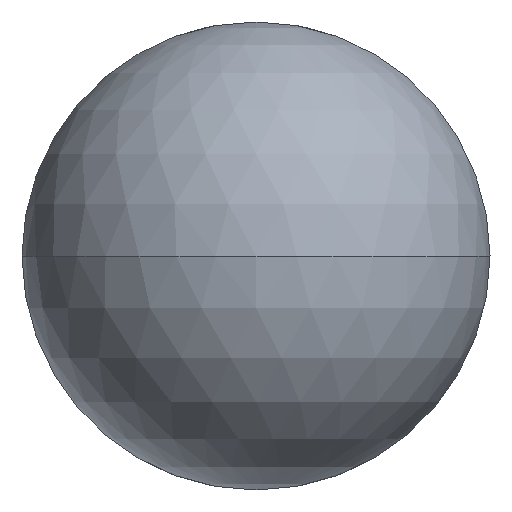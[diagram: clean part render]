
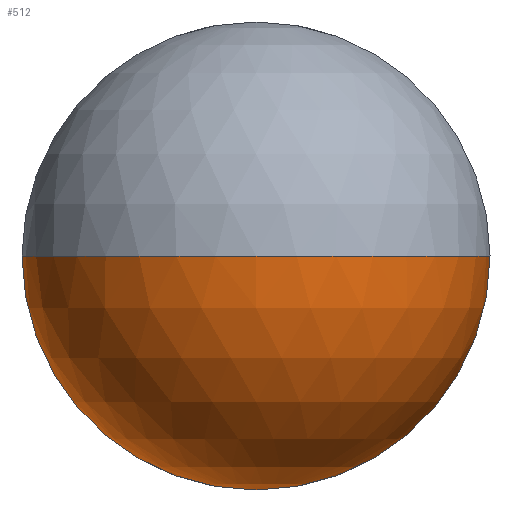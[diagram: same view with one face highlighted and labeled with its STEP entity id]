
A CAD part, front view. The second image highlights one B-rep face of the part: STEP entity #512.
In plain terms, the highlighted spherical face has radius 4.763 mm.
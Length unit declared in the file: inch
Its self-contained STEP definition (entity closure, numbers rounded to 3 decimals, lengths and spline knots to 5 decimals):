
#7 = CIRCLE ( 'NONE', #93, 0.1875 ) ;
#11 = DIRECTION ( 'NONE',  ( -1., 0., 0. ) ) ;
#16 = CARTESIAN_POINT ( 'NONE',  ( 0., 0.1875, -0.1875 ) ) ;
#19 = DIRECTION ( 'NONE',  ( 0., -1., 0. ) ) ;
#47 = DIRECTION ( 'NONE',  ( -1., 0., 0. ) ) ;
#65 = CARTESIAN_POINT ( 'NONE',  ( 0., 0.1875, 0. ) ) ;
#70 = DIRECTION ( 'NONE',  ( 1., 0., 0. ) ) ;
#92 = SPHERICAL_SURFACE ( 'NONE', #183, 0.1875 ) ;
#93 = AXIS2_PLACEMENT_3D ( 'NONE', #65, #19, #388 ) ;
#98 = CIRCLE ( 'NONE', #143, 0.1875 ) ;
#103 = CARTESIAN_POINT ( 'NONE',  ( 0., 0.1875, 0. ) ) ;
#110 = CARTESIAN_POINT ( 'NONE',  ( 0., 0.1875, 0. ) ) ;
#130 = EDGE_LOOP ( 'NONE', ( #247, #216, #281, #135 ) ) ;
#133 = CARTESIAN_POINT ( 'NONE',  ( 0., 0.1875, 0. ) ) ;
#135 = ORIENTED_EDGE ( 'NONE', *, *, #405, .F. ) ;
#138 = CARTESIAN_POINT ( 'NONE',  ( 0., 0.1875, 0. ) ) ;
#143 = AXIS2_PLACEMENT_3D ( 'NONE', #103, #264, #225 ) ;
#172 = AXIS2_PLACEMENT_3D ( 'NONE', #110, #429, #70 ) ;
#183 = AXIS2_PLACEMENT_3D ( 'NONE', #133, #291, #47 ) ;
#211 = CIRCLE ( 'NONE', #172, 0.1875 ) ;
#212 = EDGE_CURVE ( 'NONE', #332, #238, #98, .T. ) ;
#216 = ORIENTED_EDGE ( 'NONE', *, *, #212, .T. ) ;
#225 = DIRECTION ( 'NONE',  ( 0., 0., -1. ) ) ;
#238 = VERTEX_POINT ( 'NONE', #360 ) ;
#239 = CARTESIAN_POINT ( 'NONE',  ( -0.1875, 0.1875, 0. ) ) ;
#247 = ORIENTED_EDGE ( 'NONE', *, *, #451, .T. ) ;
#255 = FACE_OUTER_BOUND ( 'NONE', #130, .T. ) ;
#264 = DIRECTION ( 'NONE',  ( 0., -1., 0. ) ) ;
#265 = CIRCLE ( 'NONE', #283, 0.1875 ) ;
#281 = ORIENTED_EDGE ( 'NONE', *, *, #462, .T. ) ;
#283 = AXIS2_PLACEMENT_3D ( 'NONE', #138, #299, #11 ) ;
#291 = DIRECTION ( 'NONE',  ( 0., 0., -1. ) ) ;
#299 = DIRECTION ( 'NONE',  ( 0., 0., -1. ) ) ;
#332 = VERTEX_POINT ( 'NONE', #16 ) ;
#360 = CARTESIAN_POINT ( 'NONE',  ( 0.1875, 0.1875, 0. ) ) ;
#361 = VERTEX_POINT ( 'NONE', #239 ) ;
#388 = DIRECTION ( 'NONE',  ( 0., 0., -1. ) ) ;
#399 = VERTEX_POINT ( 'NONE', #465 ) ;
#405 = EDGE_CURVE ( 'NONE', #361, #399, #211, .T. ) ;
#429 = DIRECTION ( 'NONE',  ( 0., 0., 1. ) ) ;
#451 = EDGE_CURVE ( 'NONE', #361, #332, #7, .T. ) ;
#462 = EDGE_CURVE ( 'NONE', #238, #399, #265, .T. ) ;
#465 = CARTESIAN_POINT ( 'NONE',  ( 0., 0., 0. ) ) ;
#512 = ADVANCED_FACE ( 'NONE', ( #255 ), #92, .T. ) ;
